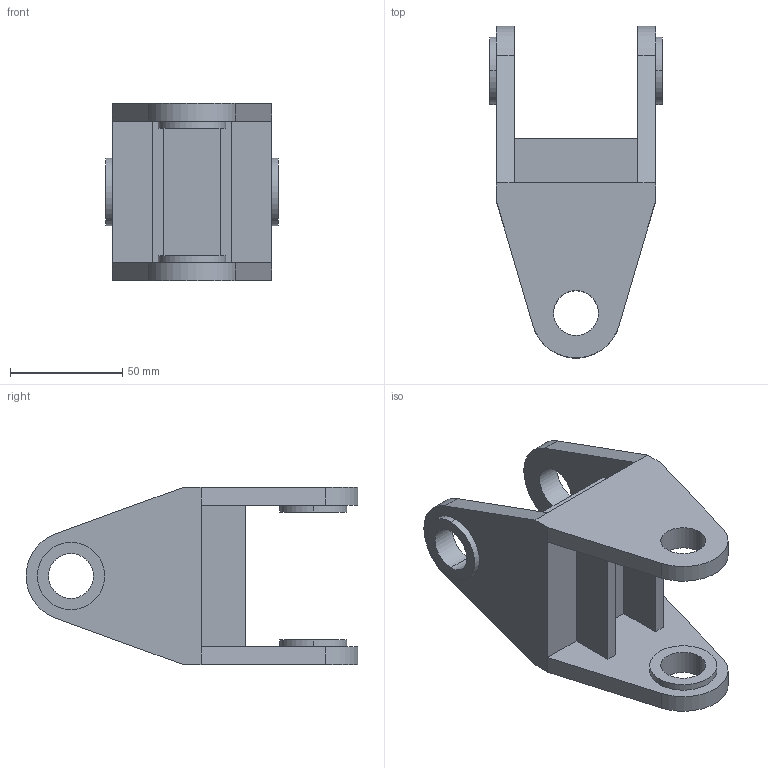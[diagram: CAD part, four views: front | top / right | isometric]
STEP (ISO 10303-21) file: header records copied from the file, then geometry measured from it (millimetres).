
FILE_DESCRIPTION (( 'STEP AP214' ), '1' );
FILE_NAME ('Part5.STEP', '2025-01-18T10:38:36', ( '' ), ( '' ), 'SwSTEP 2.0', 'SolidWorks 2024', '' );
FILE_SCHEMA (( 'AUTOMOTIVE_DESIGN' ));
Length unit declared in the file: millimetre
Products named in the file (1): Part5
Bounding box: 77 x 147.93 x 79 mm (x, y, z)
Volume: 177086.2 mm3; surface area: 55124.5 mm2
Topology: 1 solids, 1 shells, 58 faces, 148 edges, 96 vertices
Faces by surface type: plane 38, cylinder 20
Entity records: 1787 total; most frequent: DIRECTION 306, CARTESIAN_POINT 303, ORIENTED_EDGE 296, EDGE_CURVE 148, VECTOR 108, LINE 108, AXIS2_PLACEMENT_3D 99, VERTEX_POINT 96
